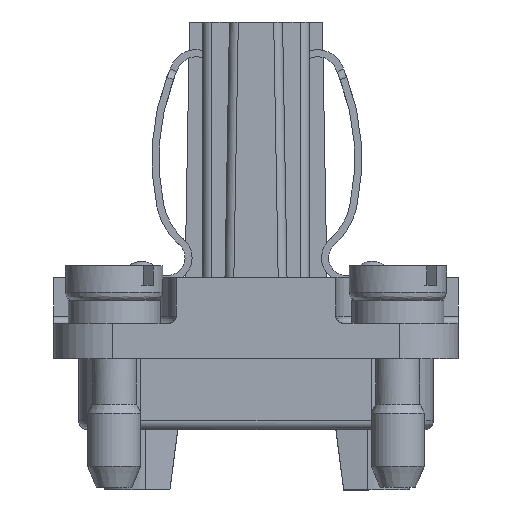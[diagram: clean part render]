
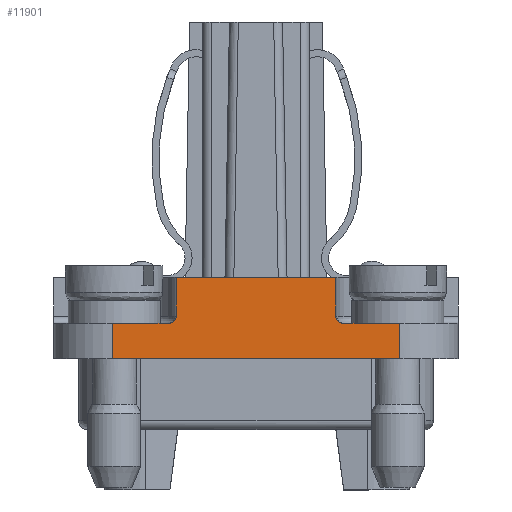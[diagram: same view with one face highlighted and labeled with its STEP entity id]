
A CAD part, left-side view. The second image highlights one B-rep face of the part: STEP entity #11901.
In plain terms, the highlighted planar face has unit normal (-1, 0, 0).
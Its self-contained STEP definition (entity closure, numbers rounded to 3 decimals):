
#10493=FACE_OUTER_BOUND('',#14911,.T.);
#11901=ADVANCED_FACE('',(#10493),#13312,.F.);
#13312=PLANE('',#41198);
#14911=EDGE_LOOP('',(#19200,#19201,#19202,#19203,#19204,#19205,#19206,#19207,
#19208,#19209));
#19200=ORIENTED_EDGE('',*,*,#29080,.F.);
#19201=ORIENTED_EDGE('',*,*,#27208,.T.);
#19202=ORIENTED_EDGE('',*,*,#29079,.F.);
#19203=ORIENTED_EDGE('',*,*,#29077,.F.);
#19204=ORIENTED_EDGE('',*,*,#29011,.F.);
#19205=ORIENTED_EDGE('',*,*,#29017,.F.);
#19206=ORIENTED_EDGE('',*,*,#29045,.F.);
#19207=ORIENTED_EDGE('',*,*,#29025,.F.);
#19208=ORIENTED_EDGE('',*,*,#29019,.F.);
#19209=ORIENTED_EDGE('',*,*,#29081,.F.);
#24436=VERTEX_POINT('',#51282);
#24437=VERTEX_POINT('',#51284);
#25707=VERTEX_POINT('',#55621);
#25708=VERTEX_POINT('',#55623);
#25712=VERTEX_POINT('',#55641);
#25714=VERTEX_POINT('',#55650);
#25715=VERTEX_POINT('',#55651);
#25720=VERTEX_POINT('',#55666);
#25752=VERTEX_POINT('',#55824);
#25753=VERTEX_POINT('',#55830);
#27208=EDGE_CURVE('',#24437,#24436,#32879,.T.);
#29011=EDGE_CURVE('',#25707,#25708,#34175,.T.);
#29017=EDGE_CURVE('',#25712,#25707,#31359,.T.);
#29019=EDGE_CURVE('',#25714,#25715,#34178,.T.);
#29025=EDGE_CURVE('',#25715,#25720,#31360,.T.);
#29045=EDGE_CURVE('',#25720,#25712,#34190,.T.);
#29077=EDGE_CURVE('',#25708,#25752,#31908,.T.);
#29079=EDGE_CURVE('',#25752,#24436,#34210,.T.);
#29080=EDGE_CURVE('',#24437,#25753,#34211,.T.);
#29081=EDGE_CURVE('',#25753,#25714,#31909,.T.);
#31359=B_SPLINE_CURVE_WITH_KNOTS('',3,(#55642,#55643,#55644,#55645),
 .UNSPECIFIED.,.F.,.F.,(4,4),(0.,1.),.UNSPECIFIED.);
#31360=B_SPLINE_CURVE_WITH_KNOTS('',3,(#55662,#55663,#55664,#55665),
 .UNSPECIFIED.,.F.,.F.,(4,4),(0.,1.),.UNSPECIFIED.);
#31908=CIRCLE('',#41194,0.4);
#31909=CIRCLE('',#41197,0.4);
#32879=LINE('',#51283,#35755);
#34175=LINE('',#55622,#37051);
#34178=LINE('',#55649,#37054);
#34190=LINE('',#55713,#37066);
#34210=LINE('',#55827,#37086);
#34211=LINE('',#55829,#37087);
#35755=VECTOR('',#43002,1.);
#37051=VECTOR('',#46118,1.);
#37054=VECTOR('',#46129,1.);
#37066=VECTOR('',#46171,1.);
#37086=VECTOR('',#46247,1.);
#37087=VECTOR('',#46250,1.);
#41194=AXIS2_PLACEMENT_3D('',#55823,#46242,#46243);
#41197=AXIS2_PLACEMENT_3D('',#55831,#46251,#46252);
#41198=AXIS2_PLACEMENT_3D('',#55832,#46253,#46254);
#43002=DIRECTION('',(0.,1.,0.));
#46118=DIRECTION('',(0.,-1.,0.));
#46129=DIRECTION('',(0.,-1.,0.));
#46171=DIRECTION('',(0.,1.,0.));
#46242=DIRECTION('',(-1.,0.,0.));
#46243=DIRECTION('',(0.,0.,-1.));
#46247=DIRECTION('',(0.,0.,1.));
#46250=DIRECTION('',(0.,0.,-1.));
#46251=DIRECTION('',(-1.,0.,0.));
#46252=DIRECTION('',(0.,1.,0.));
#46253=DIRECTION('',(1.,0.,0.));
#46254=DIRECTION('',(0.,-1.,0.));
#51282=CARTESIAN_POINT('',(-28.15,4.5,4.6));
#51283=CARTESIAN_POINT('',(-28.15,-4.5,4.6));
#51284=CARTESIAN_POINT('',(-28.15,-4.5,4.6));
#55621=CARTESIAN_POINT('',(-28.15,8.1,2.));
#55622=CARTESIAN_POINT('',(-28.15,8.1,2.));
#55623=CARTESIAN_POINT('',(-28.15,4.9,2.));
#55641=CARTESIAN_POINT('',(-28.15,8.1,0.));
#55642=CARTESIAN_POINT('',(-28.15,8.1,0.));
#55643=CARTESIAN_POINT('',(-28.15,8.1,0.667));
#55644=CARTESIAN_POINT('',(-28.15,8.1,1.333));
#55645=CARTESIAN_POINT('',(-28.15,8.1,2.));
#55649=CARTESIAN_POINT('',(-28.15,-4.9,2.));
#55650=CARTESIAN_POINT('',(-28.15,-4.9,2.));
#55651=CARTESIAN_POINT('',(-28.15,-8.1,2.));
#55662=CARTESIAN_POINT('',(-28.15,-8.1,2.));
#55663=CARTESIAN_POINT('',(-28.15,-8.1,1.333));
#55664=CARTESIAN_POINT('',(-28.15,-8.1,0.667));
#55665=CARTESIAN_POINT('',(-28.15,-8.1,0.));
#55666=CARTESIAN_POINT('',(-28.15,-8.1,0.));
#55713=CARTESIAN_POINT('',(-28.15,-8.1,0.));
#55823=CARTESIAN_POINT('',(-28.15,4.9,2.4));
#55824=CARTESIAN_POINT('',(-28.15,4.5,2.4));
#55827=CARTESIAN_POINT('',(-28.15,4.5,2.4));
#55829=CARTESIAN_POINT('',(-28.15,-4.5,4.6));
#55830=CARTESIAN_POINT('',(-28.15,-4.5,2.4));
#55831=CARTESIAN_POINT('',(-28.15,-4.9,2.4));
#55832=CARTESIAN_POINT('',(-28.15,8.2,4.7));
